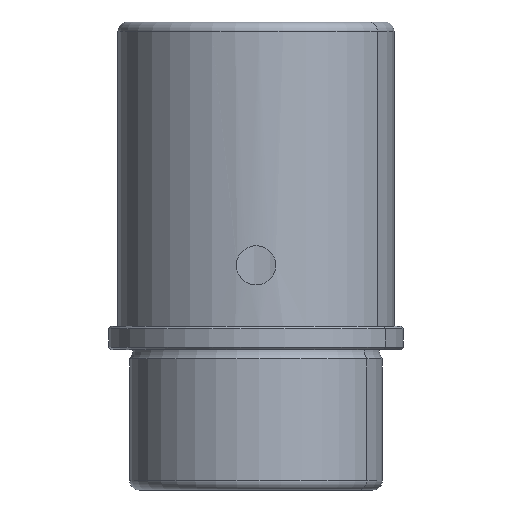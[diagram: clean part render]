
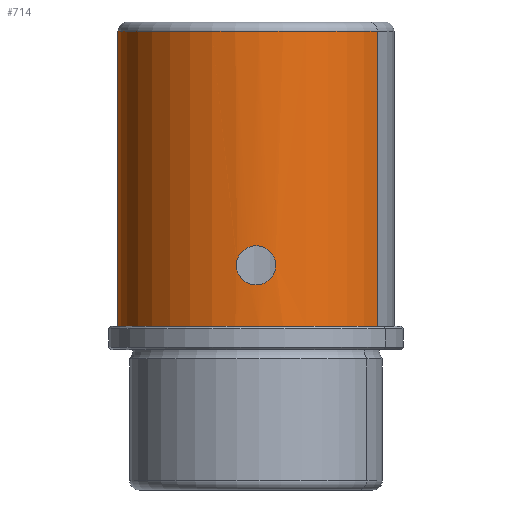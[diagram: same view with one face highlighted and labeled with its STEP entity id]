
A CAD part, front view. The second image highlights one B-rep face of the part: STEP entity #714.
In plain terms, the highlighted cylindrical face has radius 29.5 mm (diameter 59 mm), a partial arc.
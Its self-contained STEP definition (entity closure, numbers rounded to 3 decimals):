
#94=CARTESIAN_POINT('Vertex',(3.675,-29.27,15.992)) ;
#120=CARTESIAN_POINT('Vertex',(-3.675,-29.27,20.008)) ;
#124=CARTESIAN_POINT('Control Point',(3.675,-29.27,15.992)) ;
#125=CARTESIAN_POINT('Control Point',(3.482,-29.294,15.639)) ;
#126=CARTESIAN_POINT('Control Point',(3.246,-29.322,15.308)) ;
#127=CARTESIAN_POINT('Control Point',(2.972,-29.352,15.008)) ;
#128=CARTESIAN_POINT('Control Point',(2.05,-29.44,14.216)) ;
#129=CARTESIAN_POINT('Control Point',(0.885,-29.503,13.785)) ;
#130=CARTESIAN_POINT('Control Point',(0.05,-29.518,13.693)) ;
#131=CARTESIAN_POINT('Control Point',(-1.595,-29.481,13.918)) ;
#132=CARTESIAN_POINT('Control Point',(-2.954,-29.363,14.865)) ;
#133=CARTESIAN_POINT('Control Point',(-3.505,-29.295,15.496)) ;
#134=CARTESIAN_POINT('Control Point',(-4.172,-29.205,16.799)) ;
#135=CARTESIAN_POINT('Control Point',(-4.25,-29.192,18.246)) ;
#136=CARTESIAN_POINT('Control Point',(-4.167,-29.205,18.872)) ;
#137=CARTESIAN_POINT('Control Point',(-3.971,-29.233,19.467)) ;
#138=CARTESIAN_POINT('Control Point',(-3.675,-29.27,20.008)) ;
#165=CARTESIAN_POINT('Control Point',(-3.675,-29.27,20.008)) ;
#166=CARTESIAN_POINT('Control Point',(-3.482,-29.294,20.361)) ;
#167=CARTESIAN_POINT('Control Point',(-3.246,-29.322,20.692)) ;
#168=CARTESIAN_POINT('Control Point',(-2.972,-29.352,20.992)) ;
#169=CARTESIAN_POINT('Control Point',(-2.05,-29.44,21.784)) ;
#170=CARTESIAN_POINT('Control Point',(-0.885,-29.503,22.215)) ;
#171=CARTESIAN_POINT('Control Point',(-0.05,-29.518,22.307)) ;
#172=CARTESIAN_POINT('Control Point',(1.595,-29.481,22.082)) ;
#173=CARTESIAN_POINT('Control Point',(2.954,-29.363,21.135)) ;
#174=CARTESIAN_POINT('Control Point',(3.505,-29.295,20.504)) ;
#175=CARTESIAN_POINT('Control Point',(4.172,-29.205,19.201)) ;
#176=CARTESIAN_POINT('Control Point',(4.25,-29.192,17.754)) ;
#177=CARTESIAN_POINT('Control Point',(4.167,-29.205,17.128)) ;
#178=CARTESIAN_POINT('Control Point',(3.971,-29.233,16.533)) ;
#179=CARTESIAN_POINT('Control Point',(3.675,-29.27,15.992)) ;
#575=CARTESIAN_POINT('Axis2P3D Location',(0.,0.,5.)) ;
#579=CARTESIAN_POINT('Vertex',(25.889,-14.143,5.)) ;
#581=CARTESIAN_POINT('Vertex',(-25.889,14.143,5.)) ;
#594=CARTESIAN_POINT('Axis2P3D Location',(0.,0.,20.)) ;
#599=CARTESIAN_POINT('Line Origine',(25.889,-14.143,37.5)) ;
#603=CARTESIAN_POINT('Vertex',(25.889,-14.143,68.)) ;
#606=CARTESIAN_POINT('Line Origine',(-25.889,14.143,37.5)) ;
#610=CARTESIAN_POINT('Vertex',(-25.889,14.143,68.)) ;
#666=CARTESIAN_POINT('Axis2P3D Location',(0.,0.,68.)) ;
#576=DIRECTION('Axis2P3D Direction',(0.,0.,-1.)) ;
#595=DIRECTION('Axis2P3D Direction',(0.,0.,-1.)) ;
#596=DIRECTION('Axis2P3D XDirection',(-0.878,0.479,-0.)) ;
#600=DIRECTION('Vector Direction',(0.,0.,-1.)) ;
#607=DIRECTION('Vector Direction',(0.,0.,-1.)) ;
#667=DIRECTION('Axis2P3D Direction',(0.,0.,-1.)) ;
#577=AXIS2_PLACEMENT_3D('Circle Axis2P3D',#575,#576,$) ;
#597=AXIS2_PLACEMENT_3D('Cylinder Axis2P3D',#594,#595,#596) ;
#668=AXIS2_PLACEMENT_3D('Circle Axis2P3D',#666,#667,$) ;
#705=ORIENTED_EDGE('',*,*,#612,.F.) ;
#706=ORIENTED_EDGE('',*,*,#583,.F.) ;
#707=ORIENTED_EDGE('',*,*,#605,.T.) ;
#708=ORIENTED_EDGE('',*,*,#670,.T.) ;
#711=ORIENTED_EDGE('',*,*,#139,.T.) ;
#712=ORIENTED_EDGE('',*,*,#180,.T.) ;
#713=FACE_BOUND('',#710,.T.) ;
#601=VECTOR('Line Direction',#600,1.) ;
#608=VECTOR('Line Direction',#607,1.) ;
#714=ADVANCED_FACE('PartBody',(#709,#713),#598,.T.) ;
#123=B_SPLINE_CURVE_WITH_KNOTS('',5,(#124,#125,#126,#127,#128,#129,#130,#131,#132,#133,#134,#135,#136,#137,#138),.UNSPECIFIED.,.F.,.U.,(6,3,3,3,6),(0.,2.855,8.555,14.268,18.63),.UNSPECIFIED.) ;
#164=B_SPLINE_CURVE_WITH_KNOTS('',5,(#165,#166,#167,#168,#169,#170,#171,#172,#173,#174,#175,#176,#177,#178,#179),.UNSPECIFIED.,.F.,.U.,(6,3,3,3,6),(0.,2.855,8.555,14.268,18.63),.UNSPECIFIED.) ;
#578=CIRCLE('generated circle',#577,29.5) ;
#669=CIRCLE('generated circle',#668,29.5) ;
#598=CYLINDRICAL_SURFACE('generated cylinder',#597,29.5) ;
#139=EDGE_CURVE('',#95,#121,#123,.T.) ;
#180=EDGE_CURVE('',#121,#95,#164,.T.) ;
#583=EDGE_CURVE('',#580,#582,#578,.T.) ;
#605=EDGE_CURVE('',#580,#604,#602,.F.) ;
#612=EDGE_CURVE('',#582,#611,#609,.F.) ;
#670=EDGE_CURVE('',#604,#611,#669,.T.) ;
#704=EDGE_LOOP('',(#705,#706,#707,#708)) ;
#710=EDGE_LOOP('',(#711,#712)) ;
#709=FACE_OUTER_BOUND('',#704,.T.) ;
#602=LINE('Line',#599,#601) ;
#609=LINE('Line',#606,#608) ;
#95=VERTEX_POINT('',#94) ;
#121=VERTEX_POINT('',#120) ;
#580=VERTEX_POINT('',#579) ;
#582=VERTEX_POINT('',#581) ;
#604=VERTEX_POINT('',#603) ;
#611=VERTEX_POINT('',#610) ;
